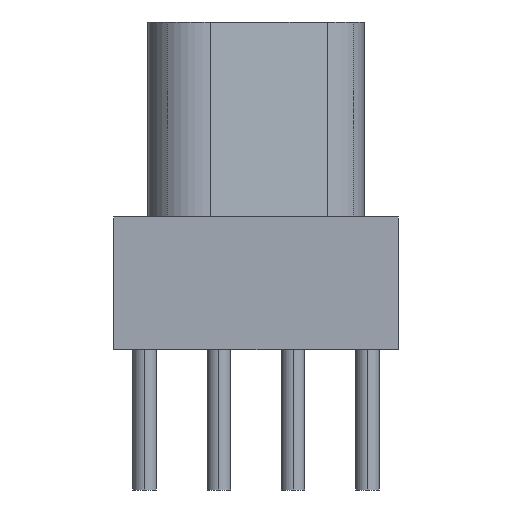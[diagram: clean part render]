
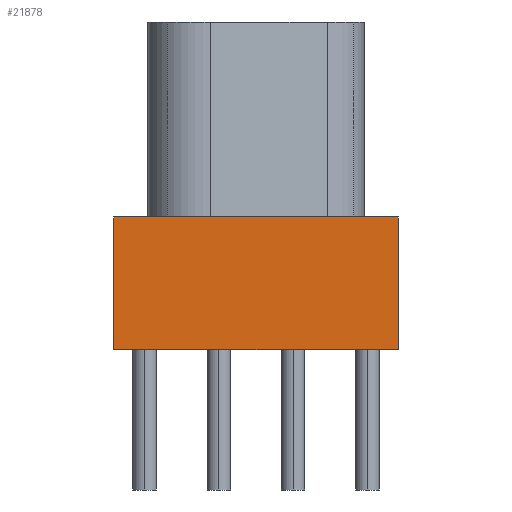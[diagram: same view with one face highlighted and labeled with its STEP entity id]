
A CAD part, left-side view. The second image highlights one B-rep face of the part: STEP entity #21878.
In plain terms, the highlighted planar face has unit normal (-1, 0, 0).
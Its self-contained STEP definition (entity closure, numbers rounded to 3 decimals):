
#21771=CARTESIAN_POINT('',(-26.6,-3.65,0.0));
#21772=VERTEX_POINT('',#21771);
#21779=CARTESIAN_POINT('',(-26.6,3.65,0.0));
#21780=VERTEX_POINT('',#21779);
#21781=CARTESIAN_POINT('',(-26.6,3.65,0.0));
#21782=DIRECTION('',(0.0,-1.0,0.0));
#21783=VECTOR('',#21782,7.3);
#21784=LINE('',#21781,#21783);
#21785=EDGE_CURVE('',#21780,#21772,#21784,.T.);
#21813=CARTESIAN_POINT('',(-26.6,-3.65,3.4));
#21814=VERTEX_POINT('',#21813);
#21821=CARTESIAN_POINT('',(-26.6,-3.65,0.0));
#21822=DIRECTION('',(0.0,0.0,1.0));
#21823=VECTOR('',#21822,3.4);
#21824=LINE('',#21821,#21823);
#21825=EDGE_CURVE('',#21772,#21814,#21824,.T.);
#21855=CARTESIAN_POINT('',(-26.6,-3.65,0.0));
#21856=DIRECTION('',(-1.0,0.0,0.0));
#21857=DIRECTION('',(0.0,0.0,1.0));
#21858=AXIS2_PLACEMENT_3D('',#21855,#21856,#21857);
#21859=PLANE('',#21858);
#21860=CARTESIAN_POINT('',(-26.6,3.65,3.4));
#21861=VERTEX_POINT('',#21860);
#21862=CARTESIAN_POINT('',(-26.6,-3.65,3.4));
#21863=DIRECTION('',(0.0,1.0,0.0));
#21864=VECTOR('',#21863,7.3);
#21865=LINE('',#21862,#21864);
#21866=EDGE_CURVE('',#21814,#21861,#21865,.T.);
#21867=ORIENTED_EDGE('',*,*,#21866,.T.);
#21868=CARTESIAN_POINT('',(-26.6,3.65,0.0));
#21869=DIRECTION('',(0.0,0.0,1.0));
#21870=VECTOR('',#21869,3.4);
#21871=LINE('',#21868,#21870);
#21872=EDGE_CURVE('',#21780,#21861,#21871,.T.);
#21873=ORIENTED_EDGE('',*,*,#21872,.F.);
#21874=ORIENTED_EDGE('',*,*,#21785,.T.);
#21875=ORIENTED_EDGE('',*,*,#21825,.T.);
#21876=EDGE_LOOP('',(#21867,#21873,#21874,#21875));
#21877=FACE_OUTER_BOUND('',#21876,.T.);
#21878=ADVANCED_FACE('',(#21877),#21859,.T.);
